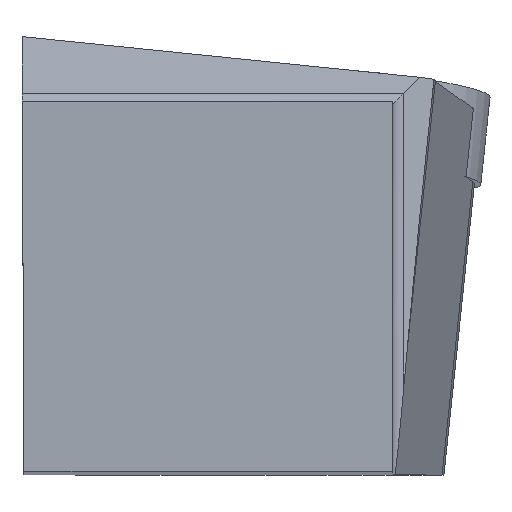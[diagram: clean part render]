
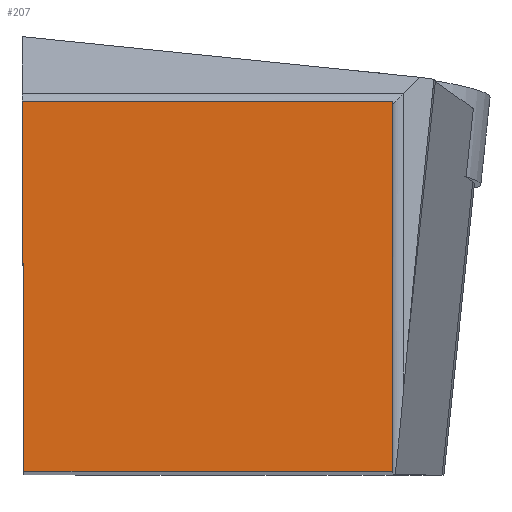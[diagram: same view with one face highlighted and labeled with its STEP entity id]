
A CAD part, top view. The second image highlights one B-rep face of the part: STEP entity #207.
In plain terms, the highlighted planar face has unit normal (0, 0, 1).
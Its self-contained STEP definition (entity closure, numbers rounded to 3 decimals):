
#94=FACE_OUTER_BOUND('',#269,.T.);
#126=LINE('',#842,#160);
#127=LINE('',#845,#161);
#128=LINE('',#847,#162);
#129=LINE('',#849,#163);
#160=VECTOR('',#695,1.);
#161=VECTOR('',#696,1.);
#162=VECTOR('',#697,1.);
#163=VECTOR('',#698,1.);
#207=ADVANCED_FACE('SHANK_FACE_BACK',(#94),#229,.F.);
#229=PLANE('',#590);
#269=EDGE_LOOP('',(#333,#334,#335,#336));
#333=ORIENTED_EDGE('',*,*,#467,.F.);
#334=ORIENTED_EDGE('',*,*,#468,.T.);
#335=ORIENTED_EDGE('',*,*,#469,.T.);
#336=ORIENTED_EDGE('',*,*,#470,.F.);
#422=VERTEX_POINT('',#843);
#423=VERTEX_POINT('',#844);
#424=VERTEX_POINT('',#846);
#425=VERTEX_POINT('',#848);
#467=EDGE_CURVE('',#422,#423,#126,.T.);
#468=EDGE_CURVE('',#422,#424,#127,.T.);
#469=EDGE_CURVE('',#424,#425,#128,.T.);
#470=EDGE_CURVE('',#423,#425,#129,.T.);
#590=AXIS2_PLACEMENT_3D('',#850,#699,#700);
#695=DIRECTION('',(-0.004,1.,0.));
#696=DIRECTION('',(1.,0.,0.));
#697=DIRECTION('',(0.,1.,0.));
#698=DIRECTION('',(1.,0.,0.));
#699=DIRECTION('',(0.,0.,-1.));
#700=DIRECTION('',(-0.995,0.105,0.));
#842=CARTESIAN_POINT('',(1.164,-226.833,0.));
#843=CARTESIAN_POINT('',(0.174,0.,0.));
#844=CARTESIAN_POINT('',(0.,39.85,0.));
#845=CARTESIAN_POINT('',(-7.492,0.,0.));
#846=CARTESIAN_POINT('',(39.85,0.,0.));
#847=CARTESIAN_POINT('',(39.85,-7.493,0.));
#848=CARTESIAN_POINT('',(39.85,39.85,0.));
#849=CARTESIAN_POINT('',(-7.493,39.85,0.));
#850=CARTESIAN_POINT('',(0.,0.,0.));
